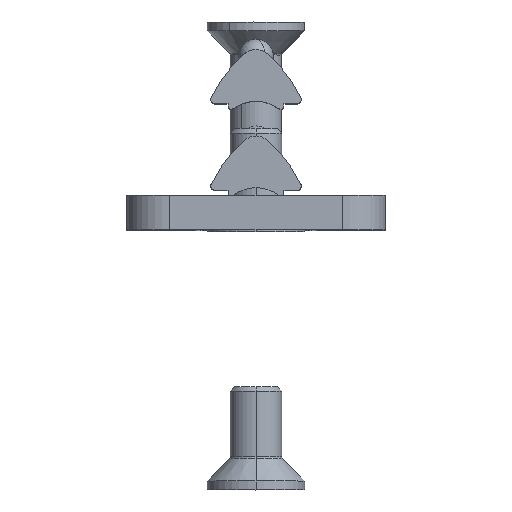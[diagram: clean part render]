
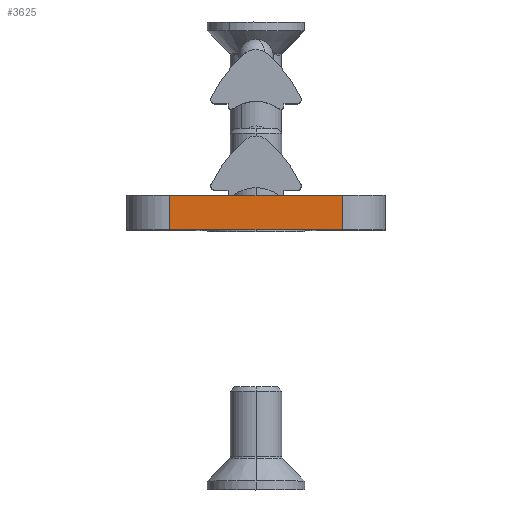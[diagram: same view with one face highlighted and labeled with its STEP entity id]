
A CAD part, top view. The second image highlights one B-rep face of the part: STEP entity #3625.
In plain terms, the highlighted planar face has unit normal (0, 0, 1).
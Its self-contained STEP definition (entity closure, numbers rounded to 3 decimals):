
#114 = LINE ( 'NONE', #1725, #1940 ) ;
#191 = LINE ( 'NONE', #996, #2153 ) ;
#282 = ORIENTED_EDGE ( 'NONE', *, *, #2824, .F. ) ;
#510 = EDGE_CURVE ( 'NONE', #4928, #2117, #4110, .T. ) ;
#540 = CARTESIAN_POINT ( 'NONE',  ( -10., 4., 37.5 ) ) ;
#926 = DIRECTION ( 'NONE',  ( 1., 0., 0. ) ) ;
#932 = CARTESIAN_POINT ( 'NONE',  ( -15., 4., 37.5 ) ) ;
#996 = CARTESIAN_POINT ( 'NONE',  ( -15., 0., 37.5 ) ) ;
#1088 = VECTOR ( 'NONE', #4469, 1000. ) ;
#1123 = ORIENTED_EDGE ( 'NONE', *, *, #2187, .T. ) ;
#1143 = CARTESIAN_POINT ( 'NONE',  ( -10., 0., 37.5 ) ) ;
#1178 = EDGE_LOOP ( 'NONE', ( #282, #1123, #5011, #1432 ) ) ;
#1325 = DIRECTION ( 'NONE',  ( -1., 0., 0. ) ) ;
#1432 = ORIENTED_EDGE ( 'NONE', *, *, #510, .T. ) ;
#1573 = FACE_OUTER_BOUND ( 'NONE', #1178, .T. ) ;
#1720 = EDGE_CURVE ( 'NONE', #2691, #4928, #191, .T. ) ;
#1725 = CARTESIAN_POINT ( 'NONE',  ( -15., 4., 37.5 ) ) ;
#1891 = CARTESIAN_POINT ( 'NONE',  ( 10., 4., 37.5 ) ) ;
#1940 = VECTOR ( 'NONE', #2940, 1000. ) ;
#2007 = CARTESIAN_POINT ( 'NONE',  ( 10., 0., 37.5 ) ) ;
#2117 = VERTEX_POINT ( 'NONE', #4034 ) ;
#2153 = VECTOR ( 'NONE', #926, 1000. ) ;
#2187 = EDGE_CURVE ( 'NONE', #4511, #2691, #2884, .T. ) ;
#2315 = CARTESIAN_POINT ( 'NONE',  ( -10., 4., 37.5 ) ) ;
#2503 = PLANE ( 'NONE',  #3020 ) ;
#2691 = VERTEX_POINT ( 'NONE', #1143 ) ;
#2824 = EDGE_CURVE ( 'NONE', #4511, #2117, #114, .T. ) ;
#2884 = LINE ( 'NONE', #540, #4855 ) ;
#2940 = DIRECTION ( 'NONE',  ( 1., 0., 0. ) ) ;
#3020 = AXIS2_PLACEMENT_3D ( 'NONE', #932, #3677, #1325 ) ;
#3625 = ADVANCED_FACE ( 'NONE', ( #1573 ), #2503, .F. ) ;
#3653 = DIRECTION ( 'NONE',  ( 0., -1., 0. ) ) ;
#3677 = DIRECTION ( 'NONE',  ( 0., 0., -1. ) ) ;
#4034 = CARTESIAN_POINT ( 'NONE',  ( 10., 4., 37.5 ) ) ;
#4110 = LINE ( 'NONE', #1891, #1088 ) ;
#4469 = DIRECTION ( 'NONE',  ( 0., 1., 0. ) ) ;
#4511 = VERTEX_POINT ( 'NONE', #2315 ) ;
#4855 = VECTOR ( 'NONE', #3653, 1000. ) ;
#4928 = VERTEX_POINT ( 'NONE', #2007 ) ;
#5011 = ORIENTED_EDGE ( 'NONE', *, *, #1720, .T. ) ;
